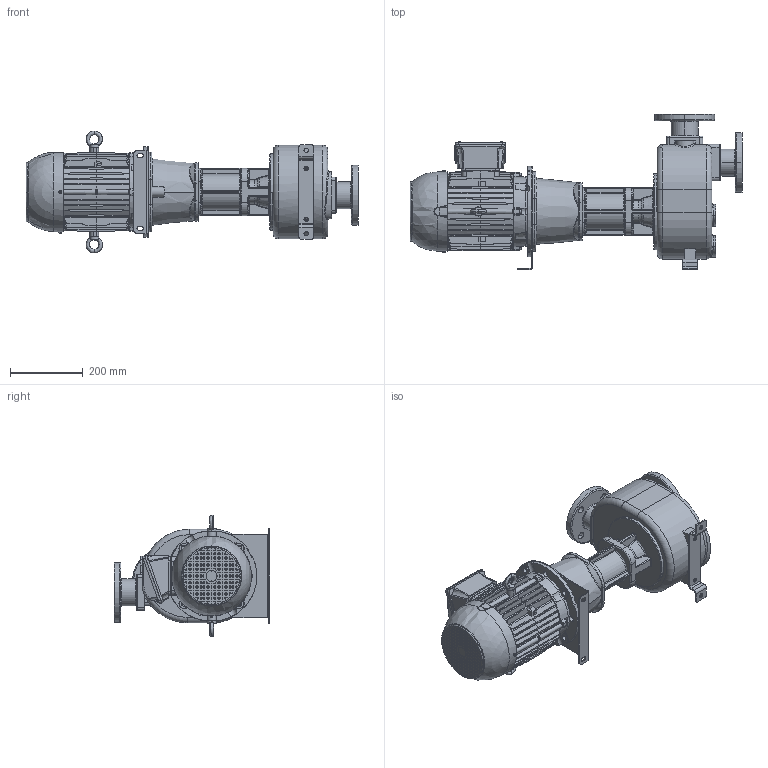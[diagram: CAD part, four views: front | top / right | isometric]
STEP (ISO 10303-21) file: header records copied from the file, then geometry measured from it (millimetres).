
FILE_DESCRIPTION((''),'2;1');
FILE_NAME('S_60_BBT_F','2014-04-16T',('Amenduni'),(''),'PRO/ENGINEER BY PARAMETRIC TECHNOLOGY CORPORATION, 2013410','PRO/ENGINEER BY PARAMETRIC TECHNOLOGY CORPORATION, 2013410','');
FILE_SCHEMA(('CONFIG_CONTROL_DESIGN'));
Length unit declared in the file: millimetre
Products named in the file (1): S_60_BBT_F
Bounding box: 915.6 x 428 x 335.97 mm (x, y, z)
Volume: 26906155.7 mm3; surface area: 1358511.4 mm2
Topology: 1 solids, 1 shells, 2571 faces, 6453 edges, 4100 vertices
Faces by surface type: plane 1735, cylinder 367, cone 190, bspline 147, torus 119, sphere 7, extrusion 6
Entity records: 103789 total; most frequent: CARTESIAN_POINT 43719, ORIENTED_EDGE 12894, DIRECTION 11558, EDGE_CURVE 6447, VECTOR 4128, LINE 4122, VERTEX_POINT 4100, AXIS2_PLACEMENT_3D 3715
